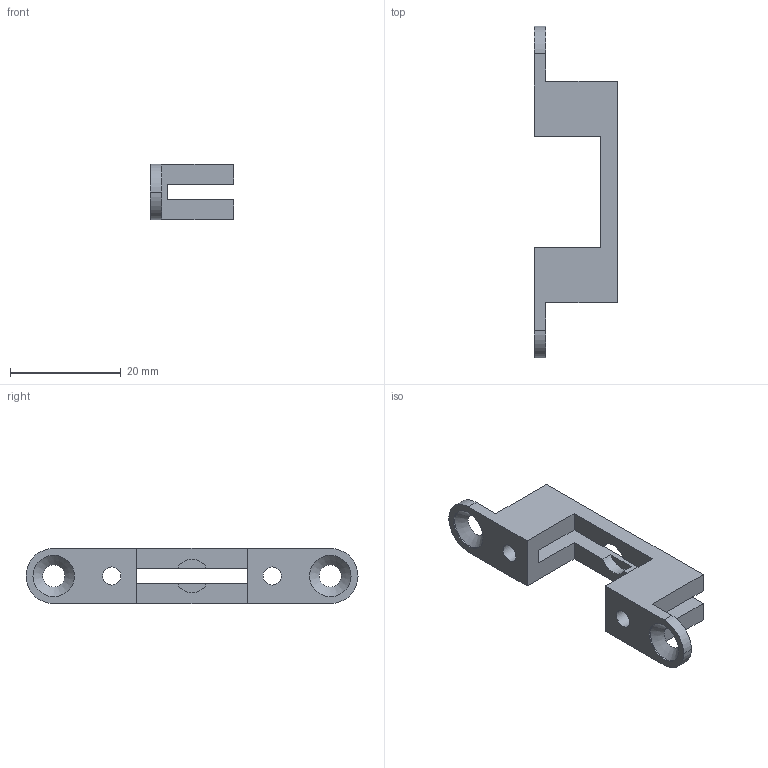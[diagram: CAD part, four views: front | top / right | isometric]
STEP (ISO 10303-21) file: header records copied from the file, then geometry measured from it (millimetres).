
FILE_DESCRIPTION (( 'STEP AP203' ), '1' );
FILE_NAME ('Loqueteau à rouleau 1.STEP', '2020-12-04T17:20:48', ( '' ), ( '' ), 'SwSTEP 2.0', 'SolidWorks 2020', '' );
FILE_SCHEMA (( 'CONFIG_CONTROL_DESIGN' ));
Length unit declared in the file: millimetre
Products named in the file (1): Loqueteau à rouleau 1
Bounding box: 15 x 60 x 10 mm (x, y, z)
Volume: 2911.6 mm3; surface area: 2875.3 mm2
Topology: 1 solids, 1 shells, 38 faces, 118 edges, 78 vertices
Faces by surface type: plane 26, cylinder 10, cone 2
Full cylindrical faces by diameter (mm): 3.3 x2, 7.5 x2
Entity records: 1363 total; most frequent: CARTESIAN_POINT 225, ORIENTED_EDGE 220, DIRECTION 216, EDGE_CURVE 110, VECTOR 82, LINE 82, VERTEX_POINT 76, AXIS2_PLACEMENT_3D 67
